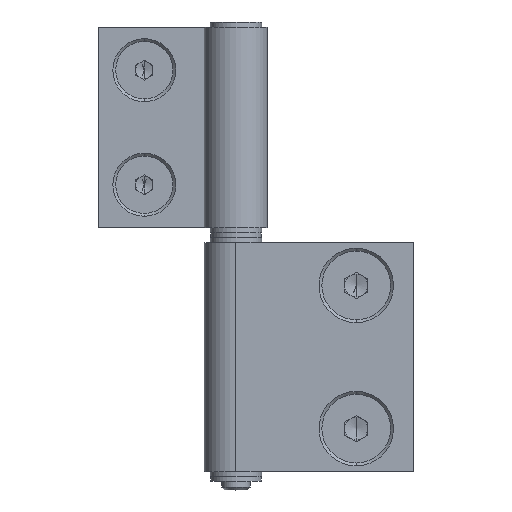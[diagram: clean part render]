
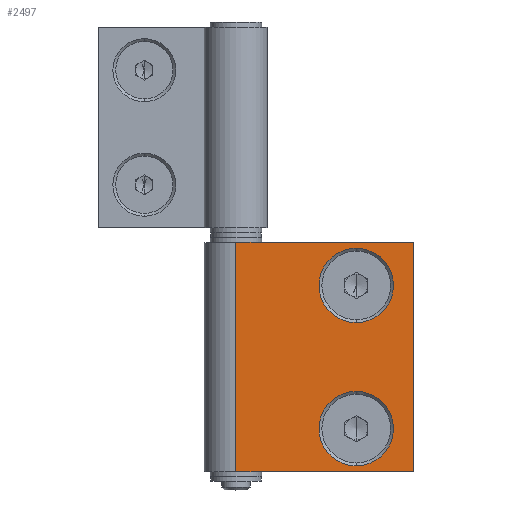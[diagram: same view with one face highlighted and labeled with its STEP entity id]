
A CAD part, top view. The second image highlights one B-rep face of the part: STEP entity #2497.
In plain terms, the highlighted planar face has unit normal (0, 0, 1).
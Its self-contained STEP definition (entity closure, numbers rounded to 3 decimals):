
#1191 = EDGE_CURVE( '', #3185, #2393, #3319, .T. );
#1583 = EDGE_CURVE( '', #2343, #1809, #3755, .T. );
#1699 = EDGE_CURVE( '', #2961, #2711, #3887, .T. );
#1807 = EDGE_CURVE( '', #1809, #2209, #4007, .T. );
#1809 = VERTEX_POINT( '', #4009 );
#1959 = EDGE_CURVE( '', #2711, #2961, #4172, .T. );
#2099 = EDGE_CURVE( '', #2393, #3185, #4329, .T. );
#2209 = VERTEX_POINT( '', #4449 );
#2343 = VERTEX_POINT( '', #4601 );
#2393 = VERTEX_POINT( '', #4659 );
#2407 = EDGE_CURVE( '', #2563, #2209, #4674, .T. );
#2497 = ADVANCED_FACE( '', ( #4774, #4775, #4776 ), #4777, .T. );
#2563 = VERTEX_POINT( '', #4850 );
#2619 = EDGE_CURVE( '', #2563, #2343, #4915, .T. );
#2711 = VERTEX_POINT( '', #5025 );
#2961 = VERTEX_POINT( '', #5304 );
#3185 = VERTEX_POINT( '', #5552 );
#3319 = CIRCLE( '', #5715, 6.5 );
#3755 = LINE( '', #6289, #6290 );
#3887 = CIRCLE( '', #6463, 6.5 );
#4007 = LINE( '', #6625, #6626 );
#4009 = CARTESIAN_POINT( '', ( 31., -1.7, 5.5 ) );
#4172 = CIRCLE( '', #6846, 6.5 );
#4329 = CIRCLE( '', #7065, 6.5 );
#4449 = CARTESIAN_POINT( '', ( 0., -1.7, 5.5 ) );
#4601 = CARTESIAN_POINT( '', ( 31., -41.7, 5.5 ) );
#4659 = CARTESIAN_POINT( '', ( 21., -27.7, 5.5 ) );
#4674 = LINE( '', #7539, #7540 );
#4774 = FACE_BOUND( '', #7678, .T. );
#4775 = FACE_BOUND( '', #7679, .T. );
#4776 = FACE_OUTER_BOUND( '', #7680, .T. );
#4777 = PLANE( '', #7681 );
#4850 = CARTESIAN_POINT( '', ( 0., -41.7, 5.5 ) );
#4915 = LINE( '', #7862, #7863 );
#5025 = CARTESIAN_POINT( '', ( 21., -15.7, 5.5 ) );
#5304 = CARTESIAN_POINT( '', ( 21., -2.7, 5.5 ) );
#5552 = CARTESIAN_POINT( '', ( 21., -40.7, 5.5 ) );
#5715 = AXIS2_PLACEMENT_3D( '', #8872, #8873, #8874 );
#6289 = CARTESIAN_POINT( '', ( 31., -41.7, 5.5 ) );
#6290 = VECTOR( '', #9376, 1. );
#6463 = AXIS2_PLACEMENT_3D( '', #9523, #9524, #9525 );
#6625 = CARTESIAN_POINT( '', ( 31., -1.7, 5.5 ) );
#6626 = VECTOR( '', #9642, 1. );
#6846 = AXIS2_PLACEMENT_3D( '', #9829, #9830, #9831 );
#7065 = AXIS2_PLACEMENT_3D( '', #10023, #10024, #10025 );
#7539 = CARTESIAN_POINT( '', ( 0., -21.7, 5.5 ) );
#7540 = VECTOR( '', #10407, 1. );
#7678 = EDGE_LOOP( '', ( #10529, #10530 ) );
#7679 = EDGE_LOOP( '', ( #10531, #10532 ) );
#7680 = EDGE_LOOP( '', ( #10533, #10534, #10535, #10536 ) );
#7681 = AXIS2_PLACEMENT_3D( '', #10537, #10538, #10539 );
#7862 = CARTESIAN_POINT( '', ( 0., -41.7, 5.5 ) );
#7863 = VECTOR( '', #10695, 1. );
#8872 = CARTESIAN_POINT( '', ( 21., -34.2, 5.5 ) );
#8873 = DIRECTION( '', ( 0., 0., -1. ) );
#8874 = DIRECTION( '', ( 0., -1., 0. ) );
#9376 = DIRECTION( '', ( 0., 1., 0. ) );
#9523 = CARTESIAN_POINT( '', ( 21., -9.2, 5.5 ) );
#9524 = DIRECTION( '', ( 0., 0., -1. ) );
#9525 = DIRECTION( '', ( 0., -1., 0. ) );
#9642 = DIRECTION( '', ( -1., 0., 0. ) );
#9829 = CARTESIAN_POINT( '', ( 21., -9.2, 5.5 ) );
#9830 = DIRECTION( '', ( 0., 0., -1. ) );
#9831 = DIRECTION( '', ( 0., -1., 0. ) );
#10023 = CARTESIAN_POINT( '', ( 21., -34.2, 5.5 ) );
#10024 = DIRECTION( '', ( 0., 0., -1. ) );
#10025 = DIRECTION( '', ( 0., -1., 0. ) );
#10407 = DIRECTION( '', ( 0., 1., 0. ) );
#10529 = ORIENTED_EDGE( '', *, *, #1191, .T. );
#10530 = ORIENTED_EDGE( '', *, *, #2099, .T. );
#10531 = ORIENTED_EDGE( '', *, *, #1959, .T. );
#10532 = ORIENTED_EDGE( '', *, *, #1699, .T. );
#10533 = ORIENTED_EDGE( '', *, *, #2407, .F. );
#10534 = ORIENTED_EDGE( '', *, *, #2619, .T. );
#10535 = ORIENTED_EDGE( '', *, *, #1583, .T. );
#10536 = ORIENTED_EDGE( '', *, *, #1807, .T. );
#10537 = CARTESIAN_POINT( '', ( 0., 0., 5.5 ) );
#10538 = DIRECTION( '', ( 0., 0., 1. ) );
#10539 = DIRECTION( '', ( 1., 0., 0. ) );
#10695 = DIRECTION( '', ( 1., 0., 0. ) );
